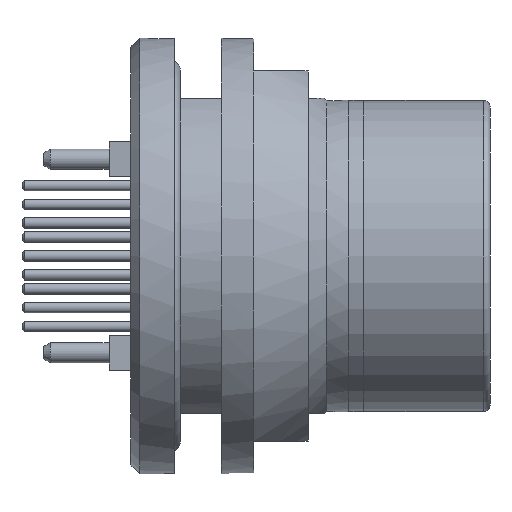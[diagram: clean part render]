
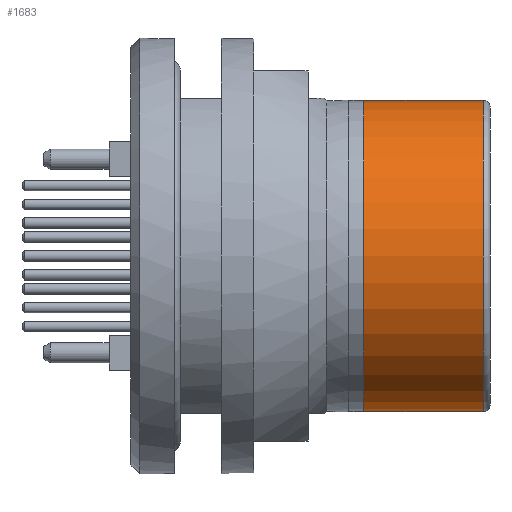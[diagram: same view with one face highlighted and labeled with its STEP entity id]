
A CAD part, front view. The second image highlights one B-rep face of the part: STEP entity #1683.
In plain terms, the highlighted cylindrical face has radius 7.15 mm (diameter 14.3 mm), a full revolution.
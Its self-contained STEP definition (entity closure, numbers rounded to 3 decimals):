
#411=FACE_BOUND('',#734,.T.);
#551=FACE_OUTER_BOUND('',#733,.T.);
#733=EDGE_LOOP('',(#1450));
#734=EDGE_LOOP('',(#1451));
#884=CIRCLE('',#1984,7.15);
#885=CIRCLE('',#1986,7.15);
#1024=VERTEX_POINT('',#2925);
#1025=VERTEX_POINT('',#2928);
#1186=EDGE_CURVE('',#1024,#1024,#884,.T.);
#1187=EDGE_CURVE('',#1025,#1025,#885,.T.);
#1450=ORIENTED_EDGE('',*,*,#1187,.T.);
#1451=ORIENTED_EDGE('',*,*,#1186,.F.);
#1577=CYLINDRICAL_SURFACE('',#1985,7.15);
#1683=ADVANCED_FACE('',(#551,#411),#1577,.T.);
#1984=AXIS2_PLACEMENT_3D('',#2926,#2453,#2454);
#1985=AXIS2_PLACEMENT_3D('',#2927,#2455,#2456);
#1986=AXIS2_PLACEMENT_3D('',#2929,#2457,#2458);
#2453=DIRECTION('center_axis',(1.,0.,0.));
#2454=DIRECTION('ref_axis',(0.,-1.,0.));
#2455=DIRECTION('center_axis',(1.,0.,0.));
#2456=DIRECTION('ref_axis',(0.,1.,0.));
#2457=DIRECTION('center_axis',(1.,0.,0.));
#2458=DIRECTION('ref_axis',(0.,0.,-1.));
#2925=CARTESIAN_POINT('',(-0.3,7.15,0.));
#2926=CARTESIAN_POINT('Origin',(-0.3,0.,0.));
#2927=CARTESIAN_POINT('Origin',(-2.9,0.,0.));
#2928=CARTESIAN_POINT('',(-5.8,0.,7.15));
#2929=CARTESIAN_POINT('Origin',(-5.8,0.,0.));
